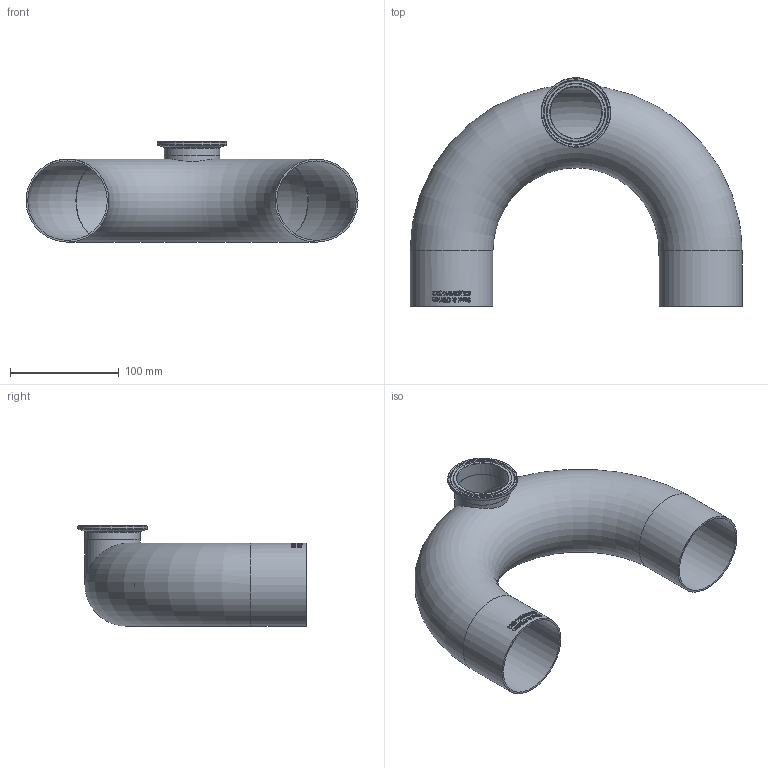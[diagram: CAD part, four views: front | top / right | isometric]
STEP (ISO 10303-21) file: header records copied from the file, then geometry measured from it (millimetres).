
FILE_DESCRIPTION(/* description */ (''),/* implementation_level */ '2;1');
FILE_NAME(/* name */ 'S2USWWK-3X2.stp',/* time_stamp */ '2018-11-26T14:55:23-05:00',/* author */ ('rick'),/* organization */ (''),/* preprocessor_version */ 'ST-DEVELOPER v15.2',/* originating_system */ 'Autodesk Inventor 2014',/* authorisation */ '');
FILE_SCHEMA (('AUTOMOTIVE_DESIGN { 1 0 10303 214 3 1 1 }'));
Length unit declared in the file: inch
Products named in the file (1): S2USWWK-3X2
Bounding box: 304.8 x 209.75 x 92.08 mm (x, y, z)
Volume: 202580.8 mm3; surface area: 222334 mm2
Topology: 1 solids, 1 shells, 435 faces, 1173 edges, 778 vertices
Faces by surface type: bspline 200, plane 177, cylinder 42, torus 13, cone 3
Full cylindrical faces by diameter (mm): 47.498 x2, 50.8 x2, 63.906 x1, 72.898 x2, 76.2 x2
Entity records: 17278 total; most frequent: CARTESIAN_POINT 7533, ORIENTED_EDGE 2280, DIRECTION 1464, EDGE_CURVE 1140, VERTEX_POINT 771, EDGE_LOOP 503, AXIS2_PLACEMENT_3D 490, LINE 484
